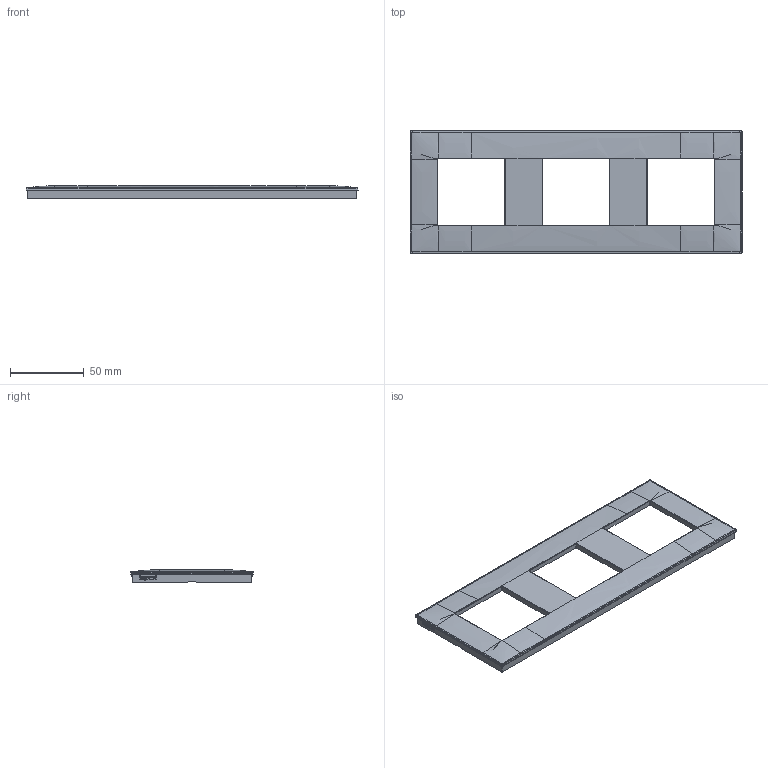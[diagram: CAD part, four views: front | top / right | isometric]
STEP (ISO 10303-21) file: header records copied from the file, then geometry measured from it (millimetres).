
FILE_DESCRIPTION(('CATIA V5 STEP Exchange','CAx-IF Rec.Pracs.--- Model Styling and Organization---1.4--- 2014-01-23'),'2;1');
FILE_NAME('T002014_A-ASS-1.stp','2021-01-28T08:06:52+00:00',('none'),('none'),'CATIA Version 5-6 Release 2017 SP3','CATIA V5 STEP AP214','none');
FILE_SCHEMA(('AUTOMOTIVE_DESIGN { 1 0 10303 214 1 1 1 1 }'));
Products named in the file (3): T002014_A ; ED07021_A; ED07022_A
Assembly tree (2 placements, depth 2):
  T002014_A 
    ED07021_A
    ED07022_A
Bounding box: 225.02 x 83.02 x 8.5 mm (x, y, z)
Volume: 34632 mm3; surface area: 49727.3 mm2
Topology: 2 solids, 2 shells, 2948 faces, 7810 edges, 5032 vertices
Faces by surface type: plane 1458, extrusion 434, bspline 425, cylinder 381, cone 182, sphere 48, torus 20
Entity records: 129054 total; most frequent: CARTESIAN_POINT 67656, ORIENTED_EDGE 15572, EDGE_CURVE 7786, DIRECTION 7316, VERTEX_POINT 5032, B_SPLINE_CURVE_WITH_KNOTS 4334, VECTOR 3679, LINE 3245
